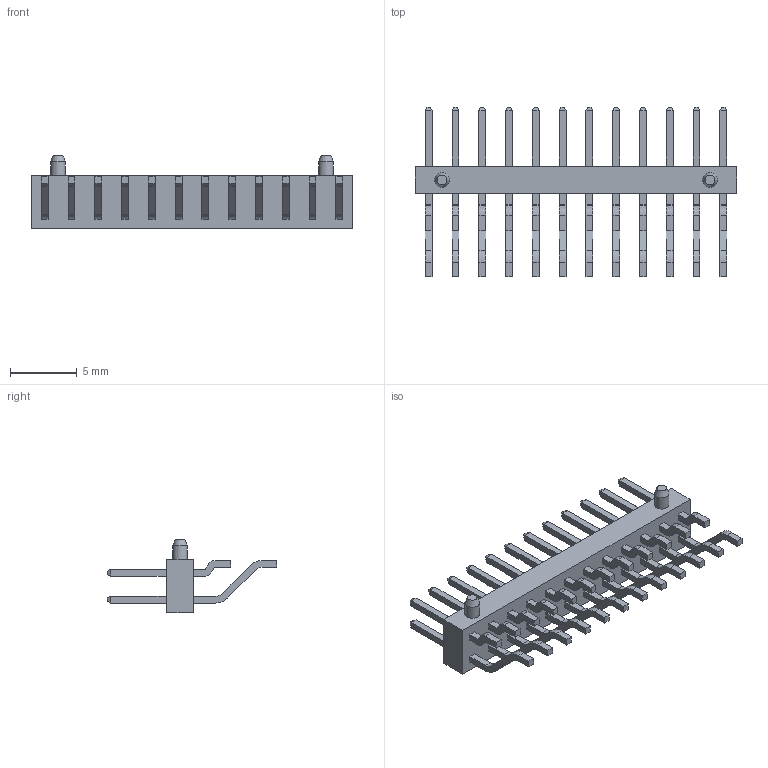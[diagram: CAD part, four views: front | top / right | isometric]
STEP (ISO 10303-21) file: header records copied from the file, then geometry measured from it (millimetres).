
FILE_DESCRIPTION( ( 'STEP AP214' ), '1' );
FILE_NAME( 'MMT-112-02-F-DH-A.stp', '2021-05-10T23:41:11', ( 'License CC BY-ND 4.0' ), ( 'CADENAS' ), ' ', 'PARTsolutions', ' ' );
FILE_SCHEMA( ( 'AUTOMOTIVE_DESIGN { 1 0 10303 214 1 1 1 1 }' ) );
Length unit declared in the file: inch
Products named in the file (3): MMT-112-02-F-DH-A; _MMT-112-02-F-DH-A_pins; _MMT-112-02-F-DH-A_body
Assembly tree (2 placements, depth 2):
  MMT-112-02-F-DH-A
    _MMT-112-02-F-DH-A_pins
    _MMT-112-02-F-DH-A_body
Bounding box: 24 x 12.67 x 5.52 mm (x, y, z)
Volume: 264.9 mm3; surface area: 1071.7 mm2
Topology: 2 solids, 2 shells, 590 faces, 1656 edges, 1072 vertices
Faces by surface type: plane 490, cylinder 98, cone 2
Full cylindrical faces by diameter (mm): 1.092 x2
Entity records: 23502 total; most frequent: CARTESIAN_POINT 3313, ORIENTED_EDGE 3300, DIRECTION 3034, EDGE_CURVE 1650, LINE 1452, VECTOR 1452, VERTEX_POINT 1070, AXIS2_PLACEMENT_3D 791
